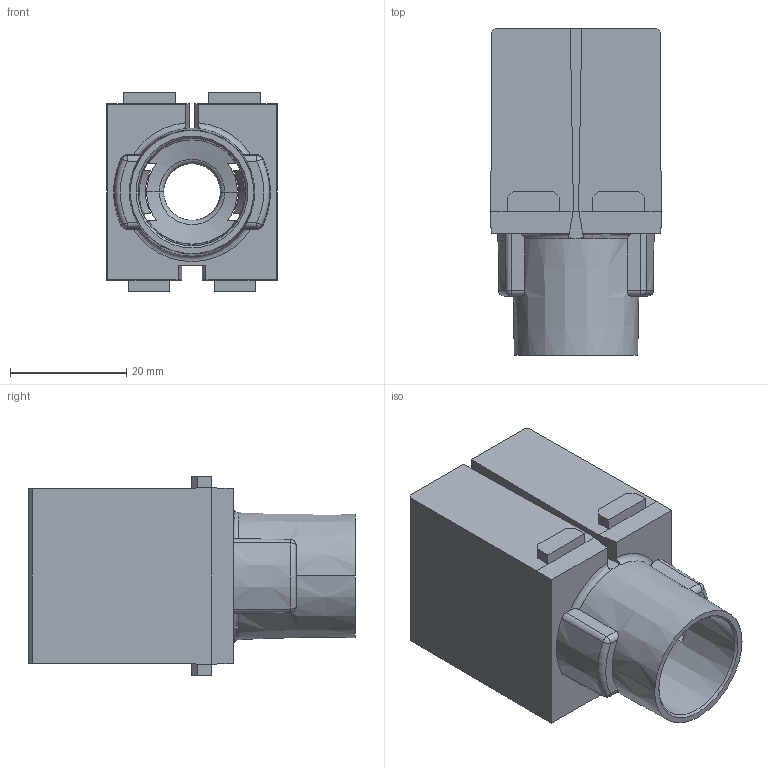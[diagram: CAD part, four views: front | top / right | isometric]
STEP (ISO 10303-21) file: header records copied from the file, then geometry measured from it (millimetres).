
FILE_DESCRIPTION((''),'2;1');
FILE_NAME('PRT0462_','2020-01-07T',('zl.chen'),(''),'PRO/ENGINEER BY PARAMETRIC TECHNOLOGY CORPORATION, 2013430','PRO/ENGINEER BY PARAMETRIC TECHNOLOGY CORPORATION, 2013430','');
FILE_SCHEMA(('CONFIG_CONTROL_DESIGN','SHAPE_APPEARANCE_LAYERS_GROUPS'));
Length unit declared in the file: millimetre
Products named in the file (1): PRT0462_
Bounding box: 29.25 x 56.15 x 34.16 mm (x, y, z)
Volume: 13800.6 mm3; surface area: 14537.3 mm2
Topology: 1 solids, 1 shells, 204 faces, 597 edges, 388 vertices
Faces by surface type: plane 109, cylinder 34, cone 32, torus 21, bspline 4, sphere 4
Entity records: 7228 total; most frequent: CARTESIAN_POINT 1834, ORIENTED_EDGE 1186, DIRECTION 1072, EDGE_CURVE 593, VERTEX_POINT 388, AXIS2_PLACEMENT_3D 386, VECTOR 300, LINE 300
